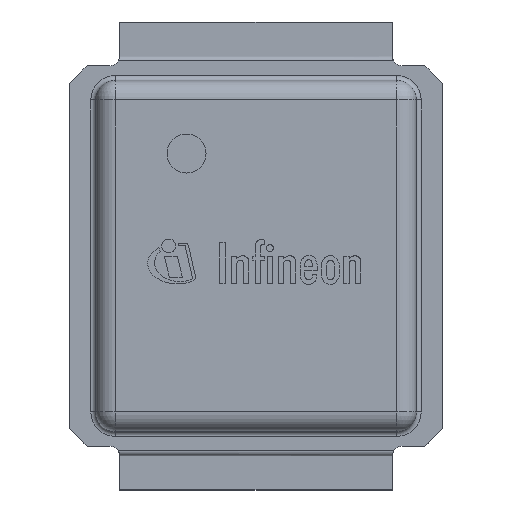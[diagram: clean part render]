
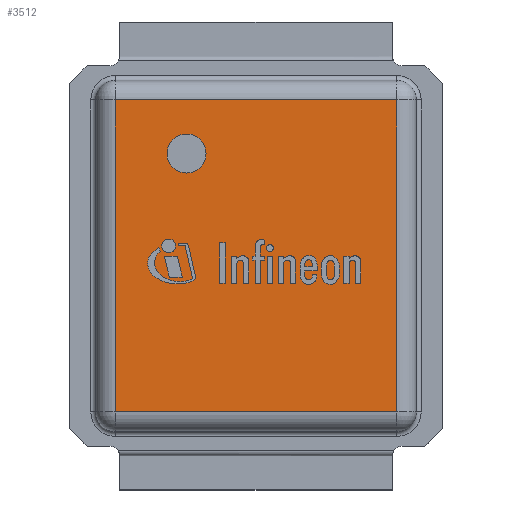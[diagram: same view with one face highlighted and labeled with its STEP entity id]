
A CAD part, top view. The second image highlights one B-rep face of the part: STEP entity #3512.
In plain terms, the highlighted planar face has unit normal (0, 0, 1).
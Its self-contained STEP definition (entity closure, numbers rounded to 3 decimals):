
#54=FACE_BOUND('',#671,.T.);
#260=PLANE('',#3782);
#452=FACE_OUTER_BOUND('',#670,.T.);
#670=EDGE_LOOP('',(#3141,#3142,#3143,#3144));
#671=EDGE_LOOP('',(#3145));
#1047=LINE('',#6074,#1416);
#1048=LINE('',#6076,#1417);
#1049=LINE('',#6078,#1418);
#1050=LINE('',#6079,#1419);
#1416=VECTOR('',#4594,1000.);
#1417=VECTOR('',#4595,1000.);
#1418=VECTOR('',#4596,1000.);
#1419=VECTOR('',#4597,1000.);
#1507=CIRCLE('',#3779,0.2);
#1806=VERTEX_POINT('',#6058);
#1810=VERTEX_POINT('',#6072);
#1811=VERTEX_POINT('',#6073);
#1812=VERTEX_POINT('',#6075);
#1813=VERTEX_POINT('',#6077);
#2263=EDGE_CURVE('',#1806,#1806,#1507,.T.);
#2269=EDGE_CURVE('',#1810,#1811,#1047,.T.);
#2270=EDGE_CURVE('',#1811,#1812,#1048,.T.);
#2271=EDGE_CURVE('',#1812,#1813,#1049,.T.);
#2272=EDGE_CURVE('',#1813,#1810,#1050,.T.);
#3141=ORIENTED_EDGE('',*,*,#2269,.T.);
#3142=ORIENTED_EDGE('',*,*,#2270,.T.);
#3143=ORIENTED_EDGE('',*,*,#2271,.T.);
#3144=ORIENTED_EDGE('',*,*,#2272,.T.);
#3145=ORIENTED_EDGE('',*,*,#2263,.F.);
#3512=ADVANCED_FACE('',(#452,#54),#260,.T.);
#3779=AXIS2_PLACEMENT_3D('',#6060,#4581,#4582);
#3782=AXIS2_PLACEMENT_3D('',#6071,#4592,#4593);
#4581=DIRECTION('center_axis',(0.,0.,1.));
#4582=DIRECTION('ref_axis',(1.,0.,0.));
#4592=DIRECTION('center_axis',(0.,0.,1.));
#4593=DIRECTION('ref_axis',(1.,0.,0.));
#4594=DIRECTION('',(1.,0.,0.));
#4595=DIRECTION('',(0.,1.,0.));
#4596=DIRECTION('',(-1.,0.,0.));
#4597=DIRECTION('',(0.,-1.,0.));
#6058=CARTESIAN_POINT('',(-0.913,1.05,0.696));
#6060=CARTESIAN_POINT('Origin',(-0.713,1.05,0.696));
#6071=CARTESIAN_POINT('Origin',(0.,0.,0.696));
#6072=CARTESIAN_POINT('',(-1.444,-1.6,0.696));
#6073=CARTESIAN_POINT('',(1.444,-1.6,0.696));
#6074=CARTESIAN_POINT('',(1.644,-1.6,0.696));
#6075=CARTESIAN_POINT('',(1.444,1.6,0.696));
#6076=CARTESIAN_POINT('',(1.444,1.8,0.696));
#6077=CARTESIAN_POINT('',(-1.444,1.6,0.696));
#6078=CARTESIAN_POINT('',(-1.644,1.6,0.696));
#6079=CARTESIAN_POINT('',(-1.444,-1.8,0.696));
